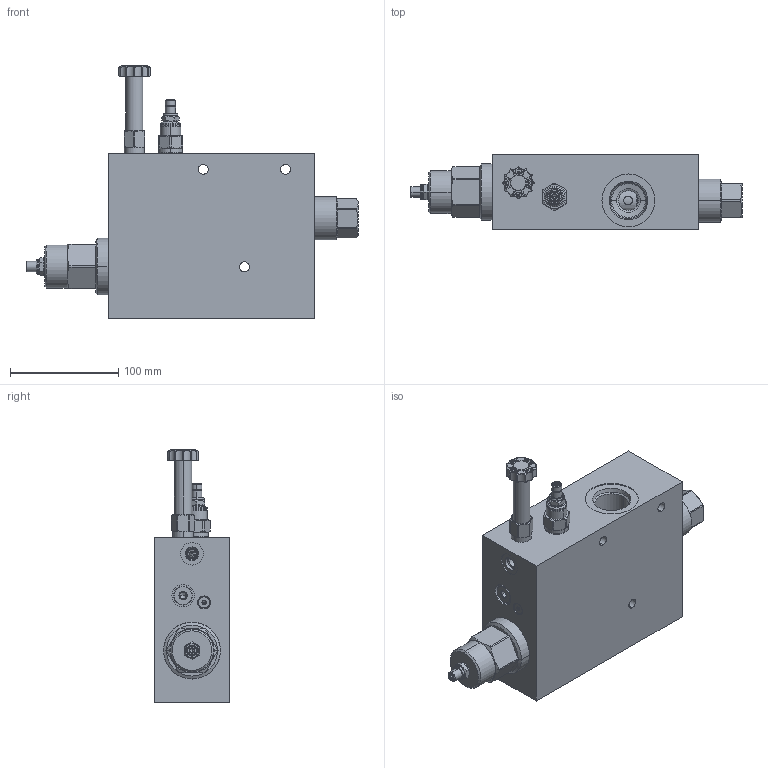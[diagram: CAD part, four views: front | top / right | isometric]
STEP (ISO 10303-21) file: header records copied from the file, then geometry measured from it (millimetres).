
FILE_DESCRIPTION((''),'2;1');
FILE_NAME('XPHSLGNNM_ASM','2020-08-14T',('ProEService'),(''),'PRO/ENGINEER BY PARAMETRIC TECHNOLOGY CORPORATION, 2014200','PRO/ENGINEER BY PARAMETRIC TECHNOLOGY CORPORATION, 2014200','');
FILE_SCHEMA(('CONFIG_CONTROL_DESIGN'));
Length unit declared in the file: inch
Products named in the file (10): 150-097-002; A330-006-010; NFFCLGN; A330-006-006; 280-039-031; A330-006-002; LHHAXFN; RBACLAN; DMBFXNN; XPHSLGNNM_ASM
Assembly tree (9 placements, depth 2):
  XPHSLGNNM_ASM
    150-097-002
    A330-006-010
    NFFCLGN
    A330-006-006
    280-039-031
    A330-006-002
    LHHAXFN
    RBACLAN
    DMBFXNN
Bounding box: 306.35 x 69.85 x 232.92 mm (x, y, z)
Volume: 1993981.8 mm3; surface area: 240784.2 mm2
Topology: 17 solids, 21 shells, 1520 faces, 3887 edges, 2702 vertices
Faces by surface type: cylinder 582, plane 402, cone 304, torus 192, revolution 40
Entity records: 54016 total; most frequent: CARTESIAN_POINT 16966, DIRECTION 8066, ORIENTED_EDGE 6978, EDGE_CURVE 3489, AXIS2_PLACEMENT_3D 3129, VERTEX_POINT 2137, VECTOR 1768, LINE 1768
